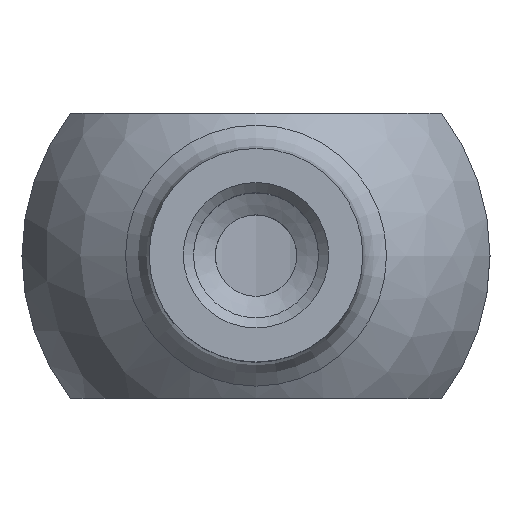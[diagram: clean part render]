
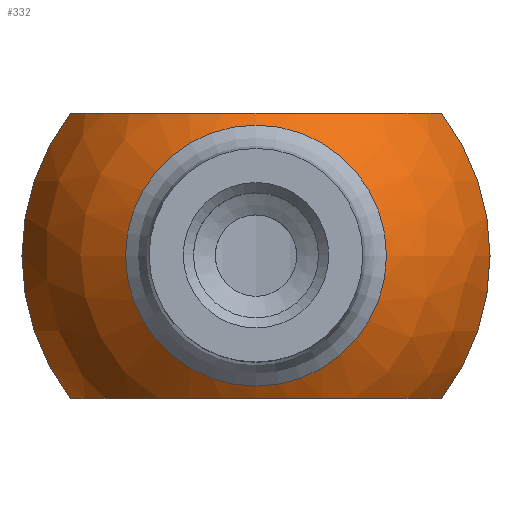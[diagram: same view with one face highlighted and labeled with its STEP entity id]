
A CAD part, top view. The second image highlights one B-rep face of the part: STEP entity #332.
In plain terms, the highlighted spherical face has radius 12 mm.
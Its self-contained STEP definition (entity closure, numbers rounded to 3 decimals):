
#274=CARTESIAN_POINT('',(-7.084,10.807,10.142));
#275=VERTEX_POINT('',#274);
#276=CARTESIAN_POINT('',(-13.498,10.807,10.142));
#277=DIRECTION('',(0.0,0.0,1.0));
#278=DIRECTION('',(-1.0,0.0,0.0));
#279=AXIS2_PLACEMENT_3D('',#276,#277,#278);
#280=CIRCLE('',#279,6.414);
#281=EDGE_CURVE('',#275,#275,#280,.T.);
#286=CARTESIAN_POINT('',(-13.498,10.807,0.0));
#287=DIRECTION('',(0.0,0.0,1.0));
#288=DIRECTION('',(1.0,0.0,0.0));
#289=AXIS2_PLACEMENT_3D('',#286,#287,#288);
#290=SPHERICAL_SURFACE('',#289,12.);
#291=CARTESIAN_POINT('',(-4.374,17.807,3.428));
#292=VERTEX_POINT('',#291);
#293=CARTESIAN_POINT('',(-22.622,17.807,3.428));
#294=VERTEX_POINT('',#293);
#295=CARTESIAN_POINT('',(-13.498,17.807,0.0));
#296=DIRECTION('',(0.0,-1.0,0.0));
#297=DIRECTION('',(0.0,0.0,1.0));
#298=AXIS2_PLACEMENT_3D('',#295,#296,#297);
#299=CIRCLE('',#298,9.747);
#300=EDGE_CURVE('',#292,#294,#299,.T.);
#301=ORIENTED_EDGE('',*,*,#300,.T.);
#302=CARTESIAN_POINT('',(-22.622,3.807,3.428));
#303=VERTEX_POINT('',#302);
#304=CARTESIAN_POINT('',(-13.498,10.807,3.428));
#305=DIRECTION('',(0.0,0.0,-1.0));
#306=DIRECTION('',(-1.0,0.0,0.0));
#307=AXIS2_PLACEMENT_3D('',#304,#305,#306);
#308=CIRCLE('',#307,11.5);
#309=EDGE_CURVE('',#303,#294,#308,.T.);
#310=ORIENTED_EDGE('',*,*,#309,.F.);
#311=CARTESIAN_POINT('',(-4.374,3.807,3.428));
#312=VERTEX_POINT('',#311);
#313=CARTESIAN_POINT('',(-13.498,3.807,0.0));
#314=DIRECTION('',(0.0,1.0,0.0));
#315=DIRECTION('',(0.0,0.0,-1.0));
#316=AXIS2_PLACEMENT_3D('',#313,#314,#315);
#317=CIRCLE('',#316,9.747);
#318=EDGE_CURVE('',#303,#312,#317,.T.);
#319=ORIENTED_EDGE('',*,*,#318,.T.);
#320=CARTESIAN_POINT('',(-13.498,10.807,3.428));
#321=DIRECTION('',(0.0,0.0,-1.0));
#322=DIRECTION('',(-1.0,0.0,0.0));
#323=AXIS2_PLACEMENT_3D('',#320,#321,#322);
#324=CIRCLE('',#323,11.5);
#325=EDGE_CURVE('',#292,#312,#324,.T.);
#326=ORIENTED_EDGE('',*,*,#325,.F.);
#327=EDGE_LOOP('',(#301,#310,#319,#326));
#328=FACE_OUTER_BOUND('',#327,.T.);
#329=ORIENTED_EDGE('',*,*,#281,.F.);
#330=EDGE_LOOP('',(#329));
#331=FACE_BOUND('',#330,.T.);
#332=ADVANCED_FACE('',(#328,#331),#290,.T.);
